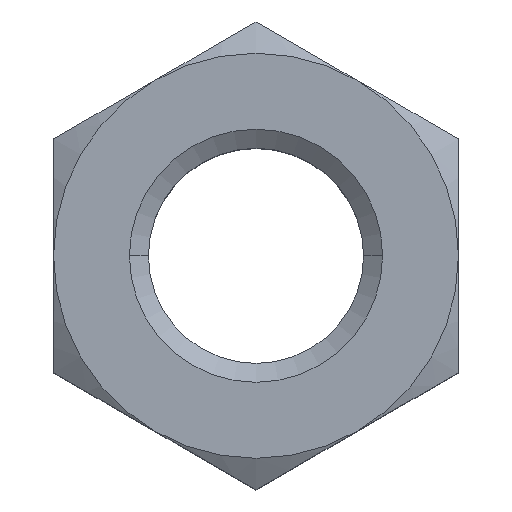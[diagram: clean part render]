
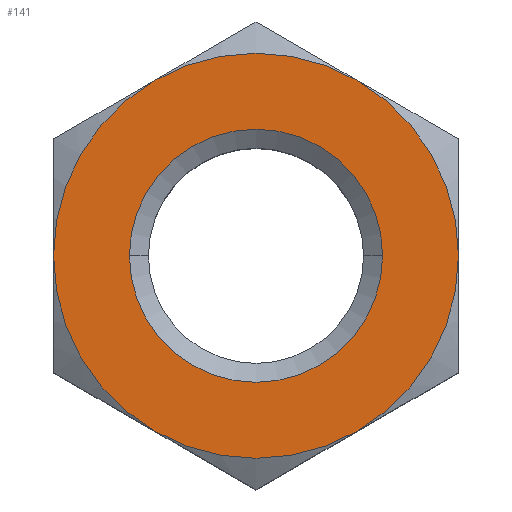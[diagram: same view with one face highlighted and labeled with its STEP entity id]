
A CAD part, top view. The second image highlights one B-rep face of the part: STEP entity #141.
In plain terms, the highlighted planar face has unit normal (0, 0, 1).
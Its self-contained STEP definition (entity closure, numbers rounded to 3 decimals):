
#23 = EDGE_CURVE ( 'NONE', #459, #851, #682, .T. ) ;
#34 = CARTESIAN_POINT ( 'NONE',  ( -5., 0., 0. ) ) ;
#61 = CARTESIAN_POINT ( 'NONE',  ( 5., 0., 0. ) ) ;
#104 = CARTESIAN_POINT ( 'NONE',  ( 0., 0., 0. ) ) ;
#115 = DIRECTION ( 'NONE',  ( 0., 0., -1. ) ) ;
#137 = CIRCLE ( 'NONE', #178, 8. ) ;
#141 = ADVANCED_FACE ( 'NONE', ( #219, #670 ), #405, .F. ) ;
#157 = CIRCLE ( 'NONE', #382, 8. ) ;
#167 = AXIS2_PLACEMENT_3D ( 'NONE', #573, #193, #646 ) ;
#168 = DIRECTION ( 'NONE',  ( -1., 0., 0. ) ) ;
#176 = CARTESIAN_POINT ( 'NONE',  ( 4., -6.928, 0. ) ) ;
#178 = AXIS2_PLACEMENT_3D ( 'NONE', #186, #632, #244 ) ;
#186 = CARTESIAN_POINT ( 'NONE',  ( 0., 0., 0. ) ) ;
#193 = DIRECTION ( 'NONE',  ( 0., 0., -1. ) ) ;
#196 = CIRCLE ( 'NONE', #237, 8. ) ;
#197 = CARTESIAN_POINT ( 'NONE',  ( -4., -6.928, 0. ) ) ;
#215 = EDGE_CURVE ( 'NONE', #835, #459, #226, .T. ) ;
#219 = FACE_BOUND ( 'NONE', #841, .T. ) ;
#226 = CIRCLE ( 'NONE', #523, 8. ) ;
#237 = AXIS2_PLACEMENT_3D ( 'NONE', #696, #301, #803 ) ;
#238 = CARTESIAN_POINT ( 'NONE',  ( 0., 0., 0. ) ) ;
#244 = DIRECTION ( 'NONE',  ( -1., 0., 0. ) ) ;
#254 = CARTESIAN_POINT ( 'NONE',  ( 8., 0., 0. ) ) ;
#269 = DIRECTION ( 'NONE',  ( 0., 0., -1. ) ) ;
#270 = AXIS2_PLACEMENT_3D ( 'NONE', #679, #115, #541 ) ;
#273 = CARTESIAN_POINT ( 'NONE',  ( 4., 6.928, 0. ) ) ;
#282 = CARTESIAN_POINT ( 'NONE',  ( 0., 0., 0. ) ) ;
#285 = VERTEX_POINT ( 'NONE', #273 ) ;
#298 = ORIENTED_EDGE ( 'NONE', *, *, #215, .F. ) ;
#301 = DIRECTION ( 'NONE',  ( 0., 0., -1. ) ) ;
#343 = DIRECTION ( 'NONE',  ( 1., 0., 0. ) ) ;
#349 = DIRECTION ( 'NONE',  ( 0., 0., 1. ) ) ;
#379 = EDGE_CURVE ( 'NONE', #755, #285, #137, .T. ) ;
#382 = AXIS2_PLACEMENT_3D ( 'NONE', #282, #770, #343 ) ;
#405 = PLANE ( 'NONE',  #270 ) ;
#411 = EDGE_CURVE ( 'NONE', #835, #285, #157, .T. ) ;
#441 = CIRCLE ( 'NONE', #512, 5. ) ;
#453 = EDGE_CURVE ( 'NONE', #520, #714, #441, .T. ) ;
#459 = VERTEX_POINT ( 'NONE', #176 ) ;
#484 = ORIENTED_EDGE ( 'NONE', *, *, #715, .F. ) ;
#512 = AXIS2_PLACEMENT_3D ( 'NONE', #782, #349, #908 ) ;
#520 = VERTEX_POINT ( 'NONE', #61 ) ;
#523 = AXIS2_PLACEMENT_3D ( 'NONE', #660, #269, #735 ) ;
#531 = DIRECTION ( 'NONE',  ( 0., 0., -1. ) ) ;
#532 = EDGE_CURVE ( 'NONE', #714, #520, #698, .T. ) ;
#541 = DIRECTION ( 'NONE',  ( -1., 0., 0. ) ) ;
#571 = DIRECTION ( 'NONE',  ( 1., 0., 0. ) ) ;
#573 = CARTESIAN_POINT ( 'NONE',  ( 0., 0., 0. ) ) ;
#602 = EDGE_CURVE ( 'NONE', #763, #755, #625, .T. ) ;
#608 = ORIENTED_EDGE ( 'NONE', *, *, #602, .F. ) ;
#612 = ORIENTED_EDGE ( 'NONE', *, *, #411, .T. ) ;
#625 = CIRCLE ( 'NONE', #167, 8. ) ;
#631 = CARTESIAN_POINT ( 'NONE',  ( -4., 6.928, 0. ) ) ;
#632 = DIRECTION ( 'NONE',  ( 0., 0., -1. ) ) ;
#646 = DIRECTION ( 'NONE',  ( -1., 0., 0. ) ) ;
#660 = CARTESIAN_POINT ( 'NONE',  ( 0., 0., 0. ) ) ;
#670 = FACE_OUTER_BOUND ( 'NONE', #858, .T. ) ;
#679 = CARTESIAN_POINT ( 'NONE',  ( 0., 9.238, 0. ) ) ;
#682 = CIRCLE ( 'NONE', #732, 8. ) ;
#692 = AXIS2_PLACEMENT_3D ( 'NONE', #238, #694, #571 ) ;
#694 = DIRECTION ( 'NONE',  ( 0., 0., 1. ) ) ;
#696 = CARTESIAN_POINT ( 'NONE',  ( 0., 0., 0. ) ) ;
#698 = CIRCLE ( 'NONE', #692, 5. ) ;
#714 = VERTEX_POINT ( 'NONE', #34 ) ;
#715 = EDGE_CURVE ( 'NONE', #851, #763, #196, .T. ) ;
#732 = AXIS2_PLACEMENT_3D ( 'NONE', #104, #531, #168 ) ;
#735 = DIRECTION ( 'NONE',  ( -1., 0., 0. ) ) ;
#755 = VERTEX_POINT ( 'NONE', #631 ) ;
#763 = VERTEX_POINT ( 'NONE', #814 ) ;
#770 = DIRECTION ( 'NONE',  ( 0., 0., 1. ) ) ;
#779 = ORIENTED_EDGE ( 'NONE', *, *, #532, .F. ) ;
#782 = CARTESIAN_POINT ( 'NONE',  ( 0., 0., 0. ) ) ;
#803 = DIRECTION ( 'NONE',  ( -1., 0., 0. ) ) ;
#808 = ORIENTED_EDGE ( 'NONE', *, *, #23, .F. ) ;
#814 = CARTESIAN_POINT ( 'NONE',  ( -8., 0., 0. ) ) ;
#835 = VERTEX_POINT ( 'NONE', #254 ) ;
#841 = EDGE_LOOP ( 'NONE', ( #862, #779 ) ) ;
#851 = VERTEX_POINT ( 'NONE', #197 ) ;
#858 = EDGE_LOOP ( 'NONE', ( #608, #484, #808, #298, #612, #896 ) ) ;
#862 = ORIENTED_EDGE ( 'NONE', *, *, #453, .F. ) ;
#896 = ORIENTED_EDGE ( 'NONE', *, *, #379, .F. ) ;
#908 = DIRECTION ( 'NONE',  ( 1., 0., 0. ) ) ;
